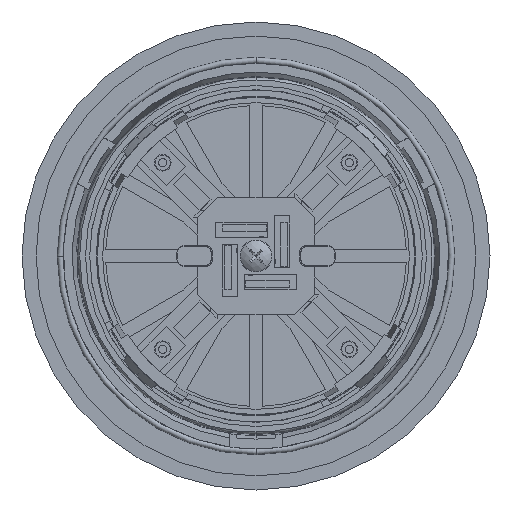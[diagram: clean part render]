
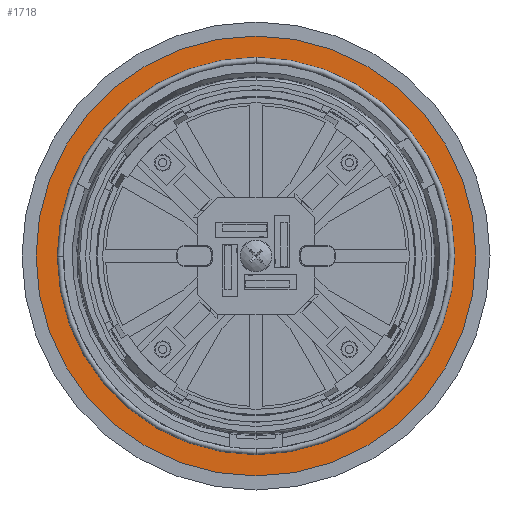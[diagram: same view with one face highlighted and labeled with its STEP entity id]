
A CAD part, front view. The second image highlights one B-rep face of the part: STEP entity #1718.
In plain terms, the highlighted planar face has unit normal (0, -1, 0).
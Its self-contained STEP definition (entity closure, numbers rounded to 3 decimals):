
#387 = DIRECTION ( 'NONE',  ( 0., -1., 0. ) ) ;
#1718 = ADVANCED_FACE ( 'NONE', ( #21853, #20445 ), #11847, .T. ) ;
#1933 = CIRCLE ( 'NONE', #19292, 65.8 ) ;
#2061 = DIRECTION ( 'NONE',  ( 0., 1., 0. ) ) ;
#3542 = VERTEX_POINT ( 'NONE', #13624 ) ;
#3932 = CARTESIAN_POINT ( 'NONE',  ( 0., -1.75, 0. ) ) ;
#4724 = CARTESIAN_POINT ( 'NONE',  ( 0., -1.75, 65.8 ) ) ;
#6120 = CIRCLE ( 'NONE', #13948, 57.65 ) ;
#6356 = DIRECTION ( 'NONE',  ( 0., 1., 0. ) ) ;
#6399 = CARTESIAN_POINT ( 'NONE',  ( 0., -1.75, 0. ) ) ;
#6546 = DIRECTION ( 'NONE',  ( 0., 0., 1. ) ) ;
#8898 = ORIENTED_EDGE ( 'NONE', *, *, #19033, .T. ) ;
#9974 = CIRCLE ( 'NONE', #21783, 65.8 ) ;
#11403 = VERTEX_POINT ( 'NONE', #12215 ) ;
#11553 = DIRECTION ( 'NONE',  ( 0., 0., -1. ) ) ;
#11847 = PLANE ( 'NONE',  #12306 ) ;
#11866 = CARTESIAN_POINT ( 'NONE',  ( 0., -1.75, 0. ) ) ;
#12215 = CARTESIAN_POINT ( 'NONE',  ( 0., -1.75, 57.65 ) ) ;
#12254 = EDGE_CURVE ( 'NONE', #21525, #15140, #9974, .T. ) ;
#12306 = AXIS2_PLACEMENT_3D ( 'NONE', #18313, #387, #11553 ) ;
#12750 = DIRECTION ( 'NONE',  ( 0., 1., 0. ) ) ;
#13624 = CARTESIAN_POINT ( 'NONE',  ( 0., -1.75, -57.65 ) ) ;
#13948 = AXIS2_PLACEMENT_3D ( 'NONE', #19724, #2061, #24346 ) ;
#15140 = VERTEX_POINT ( 'NONE', #4724 ) ;
#16322 = DIRECTION ( 'NONE',  ( 0., 1., 0. ) ) ;
#17848 = EDGE_LOOP ( 'NONE', ( #8898, #24094 ) ) ;
#18313 = CARTESIAN_POINT ( 'NONE',  ( -57.65, -1.75, 0. ) ) ;
#19033 = EDGE_CURVE ( 'NONE', #11403, #3542, #6120, .T. ) ;
#19292 = AXIS2_PLACEMENT_3D ( 'NONE', #6399, #12750, #28170 ) ;
#19447 = EDGE_CURVE ( 'NONE', #15140, #21525, #1933, .T. ) ;
#19472 = ORIENTED_EDGE ( 'NONE', *, *, #12254, .F. ) ;
#19724 = CARTESIAN_POINT ( 'NONE',  ( 0., -1.75, 0. ) ) ;
#20445 = FACE_OUTER_BOUND ( 'NONE', #26924, .T. ) ;
#20820 = DIRECTION ( 'NONE',  ( 0., 0., 1. ) ) ;
#21525 = VERTEX_POINT ( 'NONE', #21788 ) ;
#21783 = AXIS2_PLACEMENT_3D ( 'NONE', #11866, #16322, #20820 ) ;
#21788 = CARTESIAN_POINT ( 'NONE',  ( 0., -1.75, -65.8 ) ) ;
#21853 = FACE_BOUND ( 'NONE', #17848, .T. ) ;
#24019 = CIRCLE ( 'NONE', #25374, 57.65 ) ;
#24094 = ORIENTED_EDGE ( 'NONE', *, *, #28558, .T. ) ;
#24346 = DIRECTION ( 'NONE',  ( 0., 0., 1. ) ) ;
#24551 = ORIENTED_EDGE ( 'NONE', *, *, #19447, .F. ) ;
#25374 = AXIS2_PLACEMENT_3D ( 'NONE', #3932, #6356, #6546 ) ;
#26924 = EDGE_LOOP ( 'NONE', ( #24551, #19472 ) ) ;
#28170 = DIRECTION ( 'NONE',  ( 0., 0., 1. ) ) ;
#28558 = EDGE_CURVE ( 'NONE', #3542, #11403, #24019, .T. ) ;
